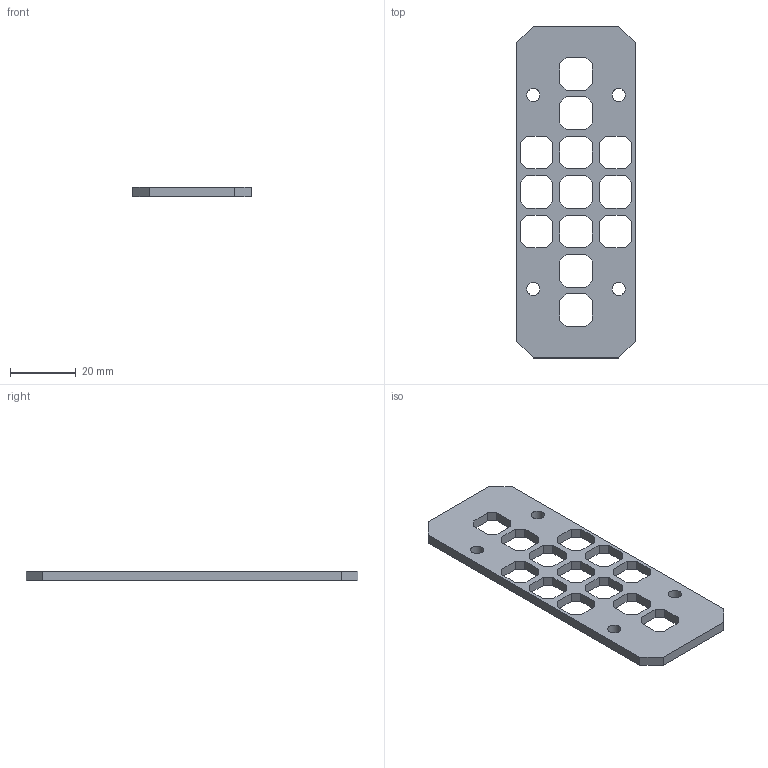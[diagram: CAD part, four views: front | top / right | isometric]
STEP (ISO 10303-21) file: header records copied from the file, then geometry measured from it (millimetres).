
FILE_DESCRIPTION(('STEP AP242'), '1');
FILE_NAME('itemMiddleFrontPlank', '', ('UNSPECIFIED'), ('UNSPECIFIED'), 'C3D Converter', 'C3D Toolkit', '');
FILE_SCHEMA(('AP242_MANAGED_MODEL_BASED_3D_ENGINEERING_MIM_LF { 1 0 10303 442 1 1 4 }'));
Length unit declared in the file: millimetre
Bounding box: 36 x 101 x 3 mm (x, y, z)
Volume: 7019.2 mm3; surface area: 6994.4 mm2
Topology: 1 solids, 1 shells, 118 faces, 348 edges, 232 vertices
Faces by surface type: plane 114, cylinder 4
Full cylindrical faces by diameter (mm): 4 x4
Entity records: 3943 total; most frequent: CARTESIAN_POINT 695, ORIENTED_EDGE 688, DIRECTION 590, EDGE_CURVE 344, LINE 336, VECTOR 336, VERTEX_POINT 232, EDGE_LOOP 156
